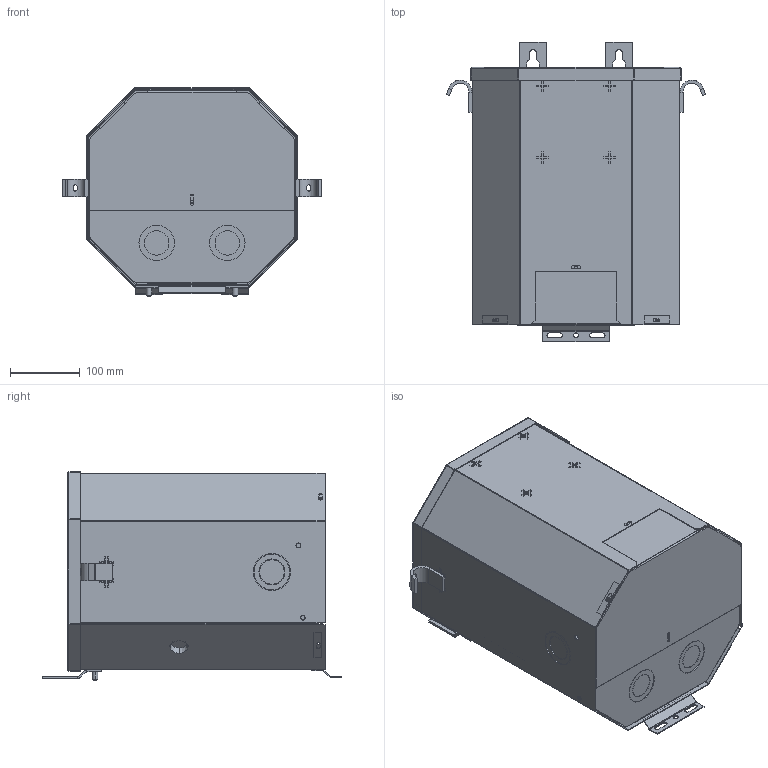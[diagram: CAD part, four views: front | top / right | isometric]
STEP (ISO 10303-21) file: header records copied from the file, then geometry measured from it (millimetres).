
FILE_DESCRIPTION (( 'STEP AP203' ), '1' );
FILE_NAME ('T2536171S.step', '2022-01-12T16:56:44', ( '' ), ( '' ), 'SwSTEP 2.0', 'SolidWorks 2021', '' );
FILE_SCHEMA (( 'CONFIG_CONTROL_DESIGN' ));
Length unit declared in the file: millimetre
Products named in the file (1): T2536171S
Bounding box: 371.54 x 430.78 x 299.05 mm (x, y, z)
Volume: 779181 mm3; surface area: 1190468.7 mm2
Topology: 13 solids, 13 shells, 768 faces, 1850 edges, 1154 vertices
Faces by surface type: plane 526, cylinder 206, bspline 20, cone 12, torus 4
Entity records: 23215 total; most frequent: CARTESIAN_POINT 4965, DIRECTION 3716, ORIENTED_EDGE 3700, EDGE_CURVE 1850, VECTOR 1394, LINE 1394, AXIS2_PLACEMENT_3D 1161, VERTEX_POINT 1154
